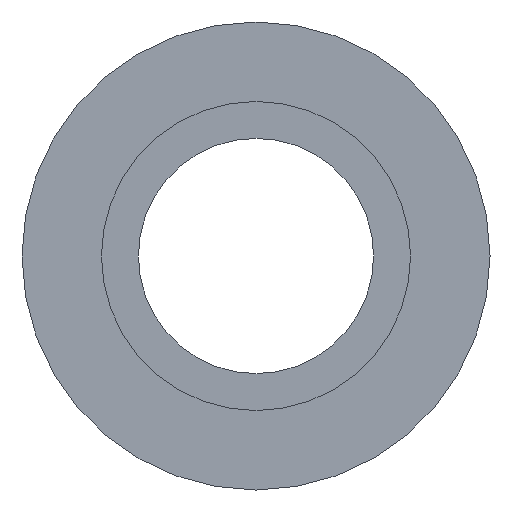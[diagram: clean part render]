
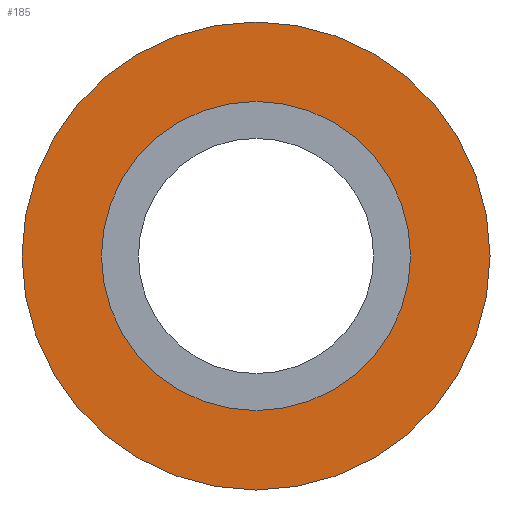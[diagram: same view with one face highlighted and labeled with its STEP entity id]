
A CAD part, front view. The second image highlights one B-rep face of the part: STEP entity #185.
In plain terms, the highlighted planar face has unit normal (0, -1, 0).
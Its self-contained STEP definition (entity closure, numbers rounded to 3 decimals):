
#24=FACE_BOUND('',#55,.T.);
#28=PLANE('',#231);
#39=FACE_OUTER_BOUND('',#54,.T.);
#54=EDGE_LOOP('',(#158));
#55=EDGE_LOOP('',(#159));
#80=CIRCLE('',#216,34.815);
#88=CIRCLE('',#232,23.);
#93=VERTEX_POINT('',#309);
#101=VERTEX_POINT('',#339);
#107=EDGE_CURVE('',#93,#93,#80,.T.);
#121=EDGE_CURVE('',#101,#101,#88,.T.);
#158=ORIENTED_EDGE('',*,*,#107,.T.);
#159=ORIENTED_EDGE('',*,*,#121,.F.);
#185=ADVANCED_FACE('',(#39,#24),#28,.T.);
#216=AXIS2_PLACEMENT_3D('',#310,#249,#250);
#231=AXIS2_PLACEMENT_3D('',#338,#285,#286);
#232=AXIS2_PLACEMENT_3D('',#340,#287,#288);
#249=DIRECTION('center_axis',(0.,-1.,0.));
#250=DIRECTION('ref_axis',(1.,0.,0.));
#285=DIRECTION('center_axis',(0.,-1.,0.));
#286=DIRECTION('ref_axis',(0.,0.,-1.));
#287=DIRECTION('center_axis',(0.,-1.,0.));
#288=DIRECTION('ref_axis',(1.,0.,0.));
#309=CARTESIAN_POINT('',(0.,-4.172,34.815));
#310=CARTESIAN_POINT('Origin',(0.,-4.172,0.));
#338=CARTESIAN_POINT('Origin',(0.,-4.172,-23.));
#339=CARTESIAN_POINT('',(0.,-4.172,23.));
#340=CARTESIAN_POINT('Origin',(0.,-4.172,0.));
